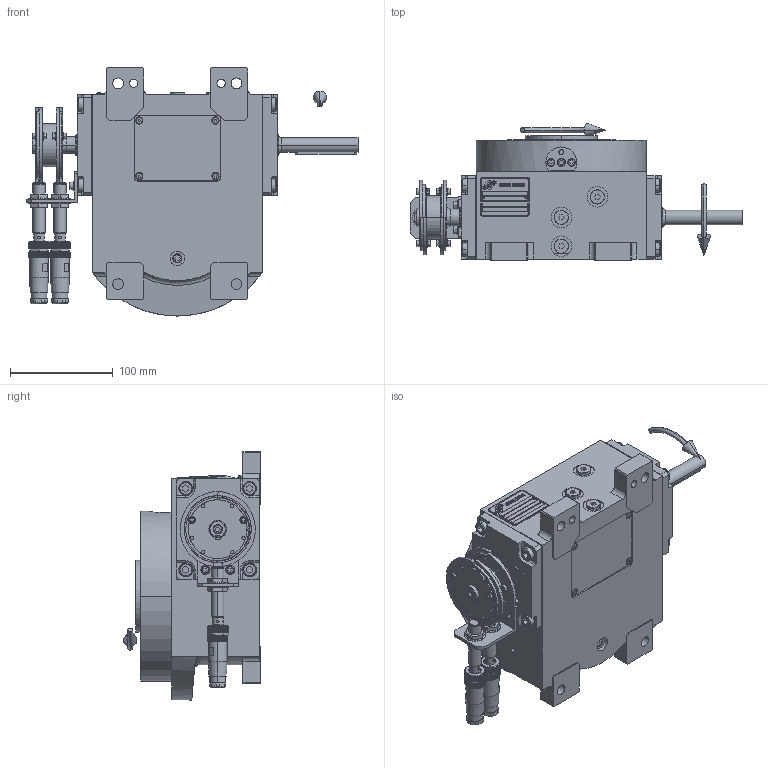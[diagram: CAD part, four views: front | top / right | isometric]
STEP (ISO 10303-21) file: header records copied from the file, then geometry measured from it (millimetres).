
FILE_DESCRIPTION (( 'STEP AP203' ), '1' );
FILE_NAME ('PC5201716.step', '2025-12-02T14:14:46', ( '' ), ( '' ), 'SwSTEP 2.0', 'SolidWorks 2020', '' );
FILE_SCHEMA (( 'CONFIG_CONTROL_DESIGN' ));
Length unit declared in the file: millimetre
Products named in the file (80): cfn2000_01_129; CFN2000_01_185.stp; CFN2010_02_002.stp; cfn2073_01_011; rig04_002_bl_009; freccia_angolare; AS_900_38_10_028; cfn2128_05_006; AS_rig04_015; CFN2155_01_007.stp; 900_38_10_028; AS_900_38_30_003; CFN2223_01-390X6-B.stp; cfn2000_01_147; AS_rig04_004; cfn2055_01_002; cfn2077_01_018; cfn2128_04_011; cfn2104_01_016; rig04_003_8; cfn2476_01_001_48x38; cfn2151_01_087; cfn2276_01_065; PC5201716; rig04_071_8_m.stp; RIG04_005_ASM.stp; rig04_001_a; RIG06_021_AF0.stp; cfn2003_01_063; cfn2400_04_024; CFN2104_02_017.stp; AS_rig04_002_bl_009; RIG04_005_AF0.stp; AS_rig04_071_8_m; cfn2115_02_188; cfn2205_01_012; cfn2155_01_055; AS_cfn2400_04_024; cfn2107_01_001; cfn2070_05_001 ...
Assembly tree (75 placements, depth 5):
  CFN2223_01-390X6-B.stp
  cfn2077_01_018
  cfn2151_01_087
  cfn2276_01_065
  PC5201716
    rig04_001_a
    AS_cfn2476_01_001_48x38
      cfn2476_01_001_48x38
      cfn2107_01_001
      cfn2107_01_001
    AS_rig04_071_8_m
      rig04_071_8_m.stp
        RIG04_005_ASM.stp
          RIG04_005_AF0.stp
          RIG06_021_AF0.stp
          CFN2000_01_185.stp
          CFN2000_01_185.stp
          CFN2104_02_017.stp
        CFN2155_01_007.stp
        CFN2010_02_002.stp
      rig04_003_8
      cfn2000_01_147
      cfn2000_01_147
      cfn2000_01_147
      cfn2000_01_147
      cfn2000_01_147
      cfn2000_01_147
      cfn2000_01_147
      cfn2000_01_147
      cfn2104_01_016  x2
    cfn2073_01_011
    AS_rig04_004
      rig04_004
      cfn2155_01_055
      cfn2070_05_001
      cfn2000_01_129  x2
      cfn2000_01_129
      cfn2000_01_129
    AS_rig04_004
      rig04_004
      cfn2155_01_055
      cfn2070_05_001
      cfn2000_01_129  x2
      cfn2000_01_129
      cfn2000_01_129
    AS_rig04_002_bl_009
      rig04_002_bl_009
      cfn2115_02_188
    cfn2128_04_011
    cfn2128_04_011
    cfn2128_04_011
    cfn2128_05_006
    AS_rig04_015
      rig04_015
      cfn2003_01_063
      cfn2003_01_063
      cfn2003_01_063
      cfn2003_01_063
    freccia_angolare_albero
    freccia_angolare
Bounding box: 322.5 x 133 x 241 mm (x, y, z)
Volume: 1361483.8 mm3; surface area: 449911.1 mm2
Topology: 76 solids, 76 shells, 4446 faces, 11208 edges, 7098 vertices
Faces by surface type: plane 2136, cylinder 1470, cone 799, torus 34, sphere 6, bspline 1
Entity records: 111065 total; most frequent: CARTESIAN_POINT 23464, DIRECTION 16614, ORIENTED_EDGE 16348, EDGE_CURVE 8174, AXIS2_PLACEMENT_3D 5939, VERTEX_POINT 5241, VECTOR 4736, LINE 4736
